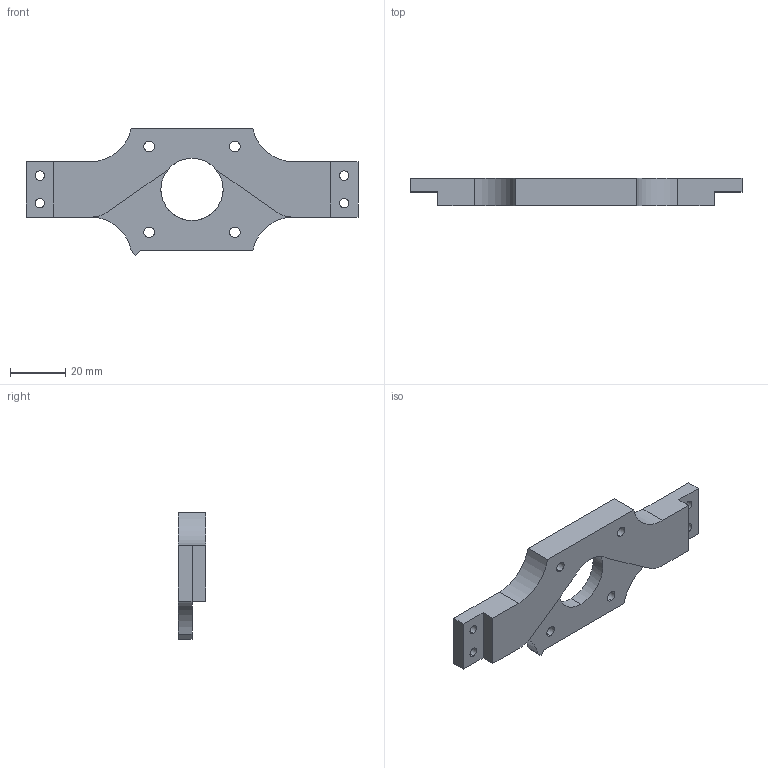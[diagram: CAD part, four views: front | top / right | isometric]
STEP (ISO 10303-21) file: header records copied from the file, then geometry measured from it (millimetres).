
FILE_DESCRIPTION (( 'STEP AP203' ), '1' );
FILE_NAME ('14_RAmotor_mount_NEMA_up.step', '2021-01-10T11:55:33', ( '' ), ( '' ), 'SwSTEP 2.0', 'SolidWorks 2020', '' );
FILE_SCHEMA (( 'CONFIG_CONTROL_DESIGN' ));
Length unit declared in the file: millimetre
Products named in the file (1): 14_RAmotor_mount_NEMA_up
Bounding box: 120 x 10 x 45.87 mm (x, y, z)
Volume: 24912.2 mm3; surface area: 10087.8 mm2
Topology: 1 solids, 1 shells, 45 faces, 132 edges, 88 vertices
Faces by surface type: cylinder 26, plane 19
Entity records: 1633 total; most frequent: DIRECTION 278, CARTESIAN_POINT 266, ORIENTED_EDGE 264, EDGE_CURVE 132, AXIS2_PLACEMENT_3D 100, VERTEX_POINT 88, VECTOR 78, LINE 78
